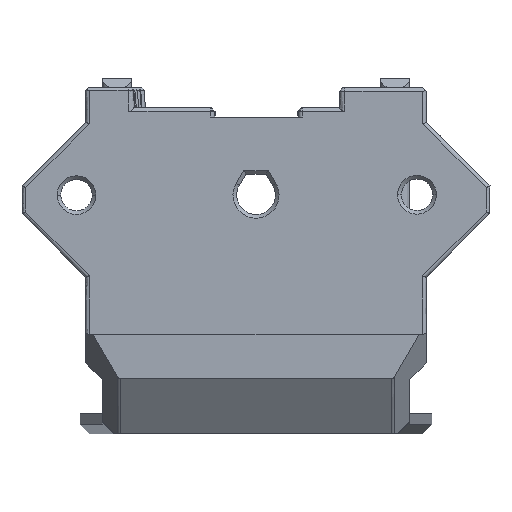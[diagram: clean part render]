
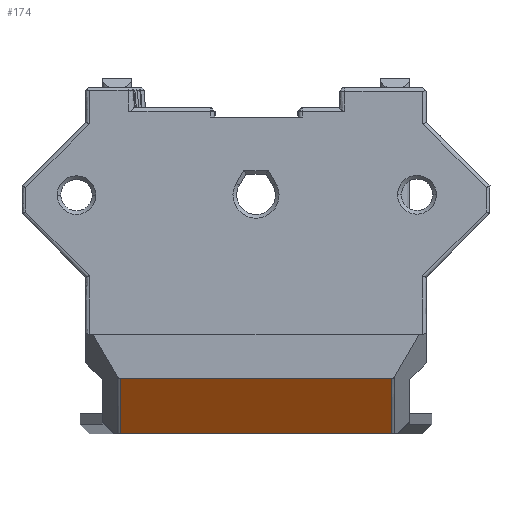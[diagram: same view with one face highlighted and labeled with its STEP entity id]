
A CAD part, front view. The second image highlights one B-rep face of the part: STEP entity #174.
In plain terms, the highlighted planar face has unit normal (0, -0.814, -0.581).
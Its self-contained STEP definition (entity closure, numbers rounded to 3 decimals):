
#174=ADVANCED_FACE('',(#724),#8706,.T.);
#724=FACE_OUTER_BOUND('',#1277,.T.);
#1277=EDGE_LOOP('',(#2402,#2403,#2404,#2405));
#2402=ORIENTED_EDGE('',*,*,#5110,.F.);
#2403=ORIENTED_EDGE('',*,*,#4721,.T.);
#2404=ORIENTED_EDGE('',*,*,#5111,.T.);
#2405=ORIENTED_EDGE('',*,*,#5106,.T.);
#4721=EDGE_CURVE('',#7693,#7698,#6187,.T.);
#5106=EDGE_CURVE('',#7963,#7960,#6480,.T.);
#5110=EDGE_CURVE('',#7693,#7960,#6484,.T.);
#5111=EDGE_CURVE('',#7698,#7963,#6485,.T.);
#6187=B_SPLINE_CURVE_WITH_KNOTS('',1,(#18966,#18967),.UNSPECIFIED.,.F.,
 .F.,(2,2),(-332.491,-302.954),.UNSPECIFIED.);
#6480=B_SPLINE_CURVE_WITH_KNOTS('',1,(#20093,#20094),.UNSPECIFIED.,.F.,
 .F.,(2,2),(0.,29.537),.UNSPECIFIED.);
#6484=B_SPLINE_CURVE_WITH_KNOTS('',1,(#20101,#20102),.UNSPECIFIED.,.F.,
 .F.,(2,2),(0.,7.372),.UNSPECIFIED.);
#6485=B_SPLINE_CURVE_WITH_KNOTS('',1,(#20103,#20104),.UNSPECIFIED.,.F.,
 .F.,(2,2),(-7.372,0.),.UNSPECIFIED.);
#7693=VERTEX_POINT('',#17888);
#7698=VERTEX_POINT('',#17893);
#7960=VERTEX_POINT('',#18155);
#7963=VERTEX_POINT('',#18158);
#8706=PLANE('',#9222);
#9222=AXIS2_PLACEMENT_3D('',#11400,#9487,$);
#9487=DIRECTION('',(0.,-0.814,-0.581));
#11400=CARTESIAN_POINT('',(384.875,-22.008,-6.661));
#17888=CARTESIAN_POINT('',(387.948,-22.534,-5.925));
#17893=CARTESIAN_POINT('',(417.486,-22.534,-5.925));
#18155=CARTESIAN_POINT('',(387.948,-26.819,0.074));
#18158=CARTESIAN_POINT('',(417.486,-26.819,0.074));
#18966=CARTESIAN_POINT('',(387.948,-22.534,-5.925));
#18967=CARTESIAN_POINT('',(417.486,-22.534,-5.925));
#20093=CARTESIAN_POINT('',(417.486,-26.819,0.074));
#20094=CARTESIAN_POINT('',(387.948,-26.819,0.074));
#20101=CARTESIAN_POINT('',(387.948,-22.534,-5.925));
#20102=CARTESIAN_POINT('',(387.948,-26.819,0.074));
#20103=CARTESIAN_POINT('',(417.486,-22.534,-5.925));
#20104=CARTESIAN_POINT('',(417.486,-26.819,0.074));
